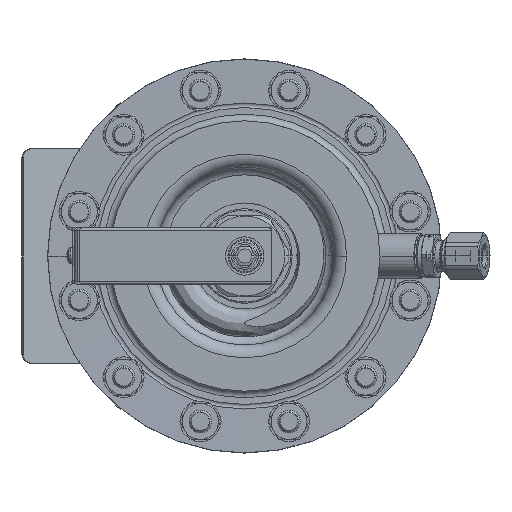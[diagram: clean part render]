
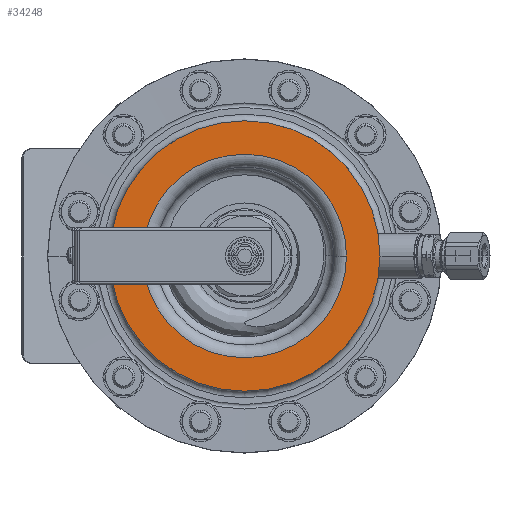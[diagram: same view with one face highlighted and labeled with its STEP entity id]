
A CAD part, front view. The second image highlights one B-rep face of the part: STEP entity #34248.
In plain terms, the highlighted planar face has unit normal (0, -1, 0).
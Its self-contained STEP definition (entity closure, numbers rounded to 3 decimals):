
#33897=CARTESIAN_POINT('',(0.,-0.677,0.));
#33898=DIRECTION('',(0.,-1.,0.));
#33899=DIRECTION('',(-1.,0.,0.));
#33900=AXIS2_PLACEMENT_3D('',#33897,#33898,#33899);
#33902=CARTESIAN_POINT('',(0.,-0.677,0.));
#33903=DIRECTION('',(0.,1.,0.));
#33904=DIRECTION('',(-1.,0.,0.));
#33905=AXIS2_PLACEMENT_3D('',#33902,#33903,#33904);
#33907=CARTESIAN_POINT('',(0.,-0.677,0.));
#33908=DIRECTION('',(0.,1.,0.));
#33909=DIRECTION('',(-1.,0.,0.));
#33910=AXIS2_PLACEMENT_3D('',#33907,#33908,#33909);
#33922=CARTESIAN_POINT('',(0.,-0.677,0.));
#33923=DIRECTION('',(0.,-1.,0.));
#33924=DIRECTION('',(-1.,0.,0.));
#33925=AXIS2_PLACEMENT_3D('',#33922,#33923,#33924);
#34163=CARTESIAN_POINT('',(-45.182,-0.677,0.));
#34165=VERTEX_POINT('',#34163);
#34172=CARTESIAN_POINT('',(-60.,-0.677,0.));
#34174=VERTEX_POINT('',#34172);
#34175=CARTESIAN_POINT('',(45.182,-0.677,
0.));
#34177=VERTEX_POINT('',#34175);
#34184=CARTESIAN_POINT('',(60.,-0.677,0.));
#34186=VERTEX_POINT('',#34184);
#34231=CARTESIAN_POINT('',(0.,-0.677,0.));
#34232=DIRECTION('',(0.,1.,0.));
#34233=DIRECTION('',(1.,0.,0.));
#34234=AXIS2_PLACEMENT_3D('',#34231,#34232,#34233);
#34235=PLANE('',#34234);
#34237=ORIENTED_EDGE('',*,*,#34236,.F.);
#34239=ORIENTED_EDGE('',*,*,#34238,.T.);
#34240=EDGE_LOOP('',(#34237,#34239));
#34241=FACE_OUTER_BOUND('',#34240,.F.);
#34243=ORIENTED_EDGE('',*,*,#34242,.F.);
#34245=ORIENTED_EDGE('',*,*,#34244,.T.);
#34246=EDGE_LOOP('',(#34243,#34245));
#34247=FACE_BOUND('',#34246,.F.);
#34248=ADVANCED_FACE('',(#34241,#34247),#34235,.F.);
#33901=CIRCLE('',#33900,60.);
#33906=CIRCLE('',#33905,60.);
#33911=CIRCLE('',#33910,45.182);
#33926=CIRCLE('',#33925,45.182);
#34236=EDGE_CURVE('',#34174,#34186,#33901,.T.);
#34238=EDGE_CURVE('',#34174,#34186,#33906,.T.);
#34242=EDGE_CURVE('',#34165,#34177,#33911,.T.);
#34244=EDGE_CURVE('',#34165,#34177,#33926,.T.);
